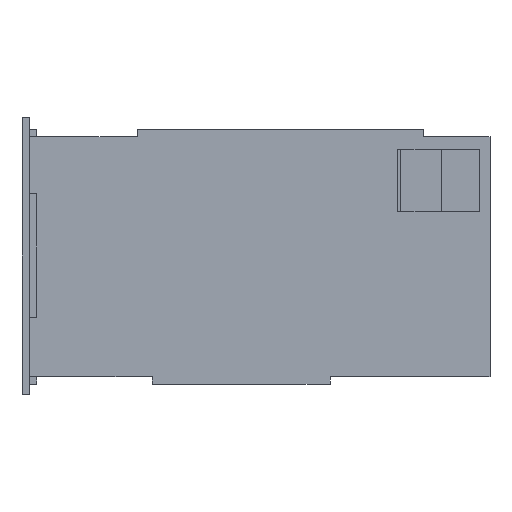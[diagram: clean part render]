
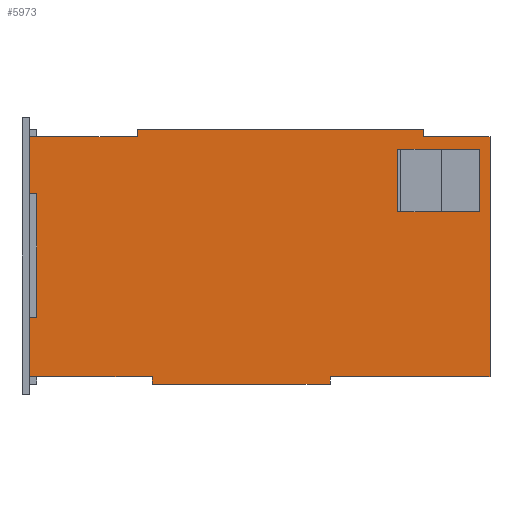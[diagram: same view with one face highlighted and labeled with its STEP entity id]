
A CAD part, left-side view. The second image highlights one B-rep face of the part: STEP entity #5973.
In plain terms, the highlighted planar face has unit normal (-1, 0, 0).
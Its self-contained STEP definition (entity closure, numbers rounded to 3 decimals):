
#113=FACE_BOUND('',#975,.T.);
#323=PLANE('',#6456);
#624=FACE_OUTER_BOUND('',#974,.T.);
#974=EDGE_LOOP('',(#5428,#5429,#5430,#5431,#5432,#5433,#5434,#5435,#5436,
#5437,#5438,#5439,#5440,#5441,#5442,#5443));
#975=EDGE_LOOP('',(#5444,#5445,#5446,#5447));
#1618=LINE('',#9515,#2347);
#1622=LINE('',#9523,#2351);
#1625=LINE('',#9529,#2354);
#1628=LINE('',#9534,#2357);
#1631=LINE('',#9541,#2360);
#1635=LINE('',#9550,#2364);
#1639=LINE('',#9556,#2368);
#1640=LINE('',#9559,#2369);
#1641=LINE('',#9561,#2370);
#1642=LINE('',#9563,#2371);
#1643=LINE('',#9565,#2372);
#1644=LINE('',#9567,#2373);
#1645=LINE('',#9569,#2374);
#1646=LINE('',#9571,#2375);
#1647=LINE('',#9573,#2376);
#1648=LINE('',#9575,#2377);
#1649=LINE('',#9577,#2378);
#1650=LINE('',#9579,#2379);
#1651=LINE('',#9581,#2380);
#1652=LINE('',#9582,#2381);
#2347=VECTOR('',#7835,10.);
#2351=VECTOR('',#7841,10.);
#2354=VECTOR('',#7846,10.);
#2357=VECTOR('',#7851,10.);
#2360=VECTOR('',#7856,10.);
#2364=VECTOR('',#7862,10.);
#2368=VECTOR('',#7868,10.);
#2369=VECTOR('',#7871,10.);
#2370=VECTOR('',#7872,10.);
#2371=VECTOR('',#7873,10.);
#2372=VECTOR('',#7874,10.);
#2373=VECTOR('',#7875,10.);
#2374=VECTOR('',#7876,10.);
#2375=VECTOR('',#7877,10.);
#2376=VECTOR('',#7878,10.);
#2377=VECTOR('',#7879,10.);
#2378=VECTOR('',#7880,10.);
#2379=VECTOR('',#7881,10.);
#2380=VECTOR('',#7882,10.);
#2381=VECTOR('',#7883,10.);
#3062=VERTEX_POINT('',#9513);
#3063=VERTEX_POINT('',#9514);
#3066=VERTEX_POINT('',#9522);
#3068=VERTEX_POINT('',#9528);
#3070=VERTEX_POINT('',#9537);
#3072=VERTEX_POINT('',#9540);
#3074=VERTEX_POINT('',#9546);
#3076=VERTEX_POINT('',#9549);
#3078=VERTEX_POINT('',#9558);
#3079=VERTEX_POINT('',#9560);
#3080=VERTEX_POINT('',#9562);
#3081=VERTEX_POINT('',#9564);
#3082=VERTEX_POINT('',#9566);
#3083=VERTEX_POINT('',#9568);
#3084=VERTEX_POINT('',#9570);
#3085=VERTEX_POINT('',#9572);
#3086=VERTEX_POINT('',#9574);
#3087=VERTEX_POINT('',#9576);
#3088=VERTEX_POINT('',#9578);
#3089=VERTEX_POINT('',#9580);
#3856=EDGE_CURVE('',#3062,#3063,#1618,.T.);
#3860=EDGE_CURVE('',#3063,#3066,#1622,.T.);
#3863=EDGE_CURVE('',#3066,#3068,#1625,.T.);
#3866=EDGE_CURVE('',#3068,#3062,#1628,.T.);
#3869=EDGE_CURVE('',#3072,#3070,#1631,.T.);
#3873=EDGE_CURVE('',#3076,#3074,#1635,.T.);
#3877=EDGE_CURVE('',#3074,#3072,#1639,.T.);
#3878=EDGE_CURVE('',#3070,#3078,#1640,.T.);
#3879=EDGE_CURVE('',#3078,#3079,#1641,.T.);
#3880=EDGE_CURVE('',#3080,#3079,#1642,.T.);
#3881=EDGE_CURVE('',#3081,#3080,#1643,.T.);
#3882=EDGE_CURVE('',#3081,#3082,#1644,.T.);
#3883=EDGE_CURVE('',#3082,#3083,#1645,.T.);
#3884=EDGE_CURVE('',#3083,#3084,#1646,.T.);
#3885=EDGE_CURVE('',#3084,#3085,#1647,.T.);
#3886=EDGE_CURVE('',#3086,#3085,#1648,.T.);
#3887=EDGE_CURVE('',#3087,#3086,#1649,.T.);
#3888=EDGE_CURVE('',#3087,#3088,#1650,.T.);
#3889=EDGE_CURVE('',#3088,#3089,#1651,.T.);
#3890=EDGE_CURVE('',#3089,#3076,#1652,.T.);
#5428=ORIENTED_EDGE('',*,*,#3873,.T.);
#5429=ORIENTED_EDGE('',*,*,#3877,.T.);
#5430=ORIENTED_EDGE('',*,*,#3869,.T.);
#5431=ORIENTED_EDGE('',*,*,#3878,.T.);
#5432=ORIENTED_EDGE('',*,*,#3879,.T.);
#5433=ORIENTED_EDGE('',*,*,#3880,.F.);
#5434=ORIENTED_EDGE('',*,*,#3881,.F.);
#5435=ORIENTED_EDGE('',*,*,#3882,.T.);
#5436=ORIENTED_EDGE('',*,*,#3883,.T.);
#5437=ORIENTED_EDGE('',*,*,#3884,.T.);
#5438=ORIENTED_EDGE('',*,*,#3885,.T.);
#5439=ORIENTED_EDGE('',*,*,#3886,.F.);
#5440=ORIENTED_EDGE('',*,*,#3887,.F.);
#5441=ORIENTED_EDGE('',*,*,#3888,.T.);
#5442=ORIENTED_EDGE('',*,*,#3889,.T.);
#5443=ORIENTED_EDGE('',*,*,#3890,.T.);
#5444=ORIENTED_EDGE('',*,*,#3863,.T.);
#5445=ORIENTED_EDGE('',*,*,#3866,.T.);
#5446=ORIENTED_EDGE('',*,*,#3856,.T.);
#5447=ORIENTED_EDGE('',*,*,#3860,.T.);
#5973=ADVANCED_FACE('',(#624,#113),#323,.T.);
#6456=AXIS2_PLACEMENT_3D('',#9557,#7869,#7870);
#7835=DIRECTION('',(0.,0.,1.));
#7841=DIRECTION('',(0.,-1.,0.));
#7846=DIRECTION('',(0.,0.,-1.));
#7851=DIRECTION('',(0.,1.,0.));
#7856=DIRECTION('',(0.,1.,0.));
#7862=DIRECTION('',(0.,-1.,0.));
#7868=DIRECTION('',(0.,0.,-1.));
#7869=DIRECTION('center_axis',(-1.,0.,0.));
#7870=DIRECTION('ref_axis',(0.,-1.,0.));
#7871=DIRECTION('',(0.,0.,-1.));
#7872=DIRECTION('',(0.,-1.,0.));
#7873=DIRECTION('',(0.,0.,1.));
#7874=DIRECTION('',(0.,1.,0.));
#7875=DIRECTION('',(0.,0.,1.));
#7876=DIRECTION('',(0.,-1.,0.));
#7877=DIRECTION('',(0.,0.,1.));
#7878=DIRECTION('',(0.,1.,0.));
#7879=DIRECTION('',(0.,0.,-1.));
#7880=DIRECTION('',(0.,-1.,0.));
#7881=DIRECTION('',(0.,0.,-1.));
#7882=DIRECTION('',(0.,1.,0.));
#7883=DIRECTION('',(0.,0.,-1.));
#9513=CARTESIAN_POINT('',(-11.5,-70.009,57.296));
#9514=CARTESIAN_POINT('',(-11.5,-70.009,82.296));
#9515=CARTESIAN_POINT('',(-11.5,-70.009,60.773));
#9522=CARTESIAN_POINT('',(-11.5,-102.709,82.296));
#9523=CARTESIAN_POINT('',(-11.5,-58.605,82.296));
#9528=CARTESIAN_POINT('',(-11.5,-102.709,57.296));
#9529=CARTESIAN_POINT('',(-11.5,-102.709,48.273));
#9534=CARTESIAN_POINT('',(-11.5,-42.255,57.296));
#9537=CARTESIAN_POINT('',(-11.5,78.,14.793));
#9540=CARTESIAN_POINT('',(-11.5,75.,14.793));
#9541=CARTESIAN_POINT('',(-11.5,31.,14.793));
#9546=CARTESIAN_POINT('',(-11.5,75.,64.558));
#9549=CARTESIAN_POINT('',(-11.5,78.,64.558));
#9550=CARTESIAN_POINT('',(-11.5,31.,64.558));
#9556=CARTESIAN_POINT('',(-11.5,75.,39.25));
#9557=CARTESIAN_POINT('Origin',(-11.5,-14.5,39.25));
#9558=CARTESIAN_POINT('',(-11.5,78.,-9.));
#9559=CARTESIAN_POINT('',(-11.5,78.,39.25));
#9560=CARTESIAN_POINT('',(-11.5,28.686,-9.));
#9561=CARTESIAN_POINT('',(-11.5,-14.5,-9.));
#9562=CARTESIAN_POINT('',(-11.5,28.686,-12.));
#9563=CARTESIAN_POINT('',(-11.5,28.686,-10.5));
#9564=CARTESIAN_POINT('',(-11.5,-42.774,-12.));
#9565=CARTESIAN_POINT('',(-11.5,-7.044,-12.));
#9566=CARTESIAN_POINT('',(-11.5,-42.774,-9.));
#9567=CARTESIAN_POINT('',(-11.5,-42.774,-10.5));
#9568=CARTESIAN_POINT('',(-11.5,-107.,-9.));
#9569=CARTESIAN_POINT('',(-11.5,-14.5,-9.));
#9570=CARTESIAN_POINT('',(-11.5,-107.,87.5));
#9571=CARTESIAN_POINT('',(-11.5,-107.,39.25));
#9572=CARTESIAN_POINT('',(-11.5,-80.392,87.5));
#9573=CARTESIAN_POINT('',(-11.5,-14.5,87.5));
#9574=CARTESIAN_POINT('',(-11.5,-80.392,90.5));
#9575=CARTESIAN_POINT('',(-11.5,-80.392,89.));
#9576=CARTESIAN_POINT('',(-11.5,34.687,90.5));
#9577=CARTESIAN_POINT('',(-11.5,-22.853,90.5));
#9578=CARTESIAN_POINT('',(-11.5,34.687,87.5));
#9579=CARTESIAN_POINT('',(-11.5,34.687,89.));
#9580=CARTESIAN_POINT('',(-11.5,78.,87.5));
#9581=CARTESIAN_POINT('',(-11.5,-14.5,87.5));
#9582=CARTESIAN_POINT('',(-11.5,78.,39.25));
